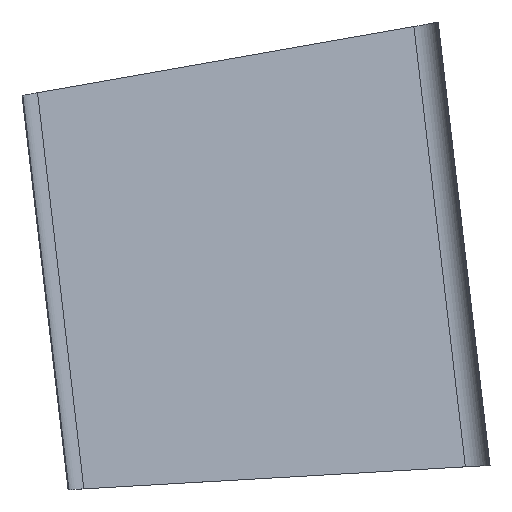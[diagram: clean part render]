
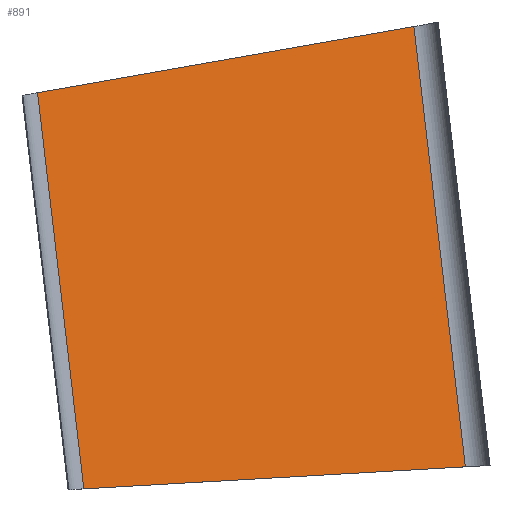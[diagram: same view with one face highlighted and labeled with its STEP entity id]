
A CAD part, top view. The second image highlights one B-rep face of the part: STEP entity #891.
In plain terms, the highlighted planar face has unit normal (0.229, 0.027, 0.973).
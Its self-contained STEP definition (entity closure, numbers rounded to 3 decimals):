
#44 = PLANE('',#45);
#45 = AXIS2_PLACEMENT_3D('',#46,#47,#48);
#46 = CARTESIAN_POINT('',(-0.069,1.191,0.));
#47 = DIRECTION('',(0.058,-0.998,0.));
#48 = DIRECTION('',(0.,0.,-1.));
#100 = PLANE('',#101);
#101 = AXIS2_PLACEMENT_3D('',#102,#103,#104);
#102 = CARTESIAN_POINT('',(1.736,-9.848,0.));
#103 = DIRECTION('',(0.174,-0.985,0.));
#104 = DIRECTION('',(0.,0.,-1.));
#341 = VERTEX_POINT('',#342);
#342 = CARTESIAN_POINT('',(9518.224,555.568,
    5038.096));
#357 = CYLINDRICAL_SURFACE('',#358,48.);
#358 = AXIS2_PLACEMENT_3D('',#359,#360,#361);
#359 = CARTESIAN_POINT('',(9401.533,1649.182,
    5084.805));
#360 = DIRECTION('',(0.116,-0.993,0.)
  );
#361 = DIRECTION('',(-0.229,-0.027,-0.973
    ));
#376 = EDGE_CURVE('',#377,#341,#379,.T.);
#377 = VERTEX_POINT('',#378);
#378 = CARTESIAN_POINT('',(8573.545,500.547,
    5261.759));
#379 = SURFACE_CURVE('',#380,(#384,#390),.PCURVE_S1.);
#380 = LINE('',#381,#382);
#381 = CARTESIAN_POINT('',(1629.44,96.099,
    6905.853));
#382 = VECTOR('',#383,1.);
#383 = DIRECTION('',(0.972,0.057,-0.23));
#384 = PCURVE('',#44,#385);
#385 = DEFINITIONAL_REPRESENTATION('',(#386),#389);
#386 = B_SPLINE_CURVE_WITH_KNOTS('',1,(#387,#388),.UNSPECIFIED.,.F.,.F.,
  (2,2),(-12019277.024,12019266.38),
  .PIECEWISE_BEZIER_KNOTS.);
#387 = CARTESIAN_POINT('',(-2771610.842,-11695351.379));
#388 = CARTESIAN_POINT('',(2757796.688,11698605.562));
#389 = ( GEOMETRIC_REPRESENTATION_CONTEXT(2) 
PARAMETRIC_REPRESENTATION_CONTEXT() REPRESENTATION_CONTEXT('2D SPACE',''
  ) );
#390 = PCURVE('',#391,#396);
#391 = PLANE('',#392);
#392 = AXIS2_PLACEMENT_3D('',#393,#394,#395);
#393 = CARTESIAN_POINT('',(1623.694,189.782,
    6904.629));
#394 = DIRECTION('',(0.229,0.027,0.973));
#395 = DIRECTION('',(0.973,0.,-0.229)
  );
#396 = DEFINITIONAL_REPRESENTATION('',(#397),#400);
#397 = B_SPLINE_CURVE_WITH_KNOTS('',1,(#398,#399),.UNSPECIFIED.,.F.,.F.,
  (2,2),(-12019277.024,12019266.38),
  .PIECEWISE_BEZIER_KNOTS.);
#398 = CARTESIAN_POINT('',(-12000000.,-680455.87));
#399 = CARTESIAN_POINT('',(12000000.,680267.835));
#400 = ( GEOMETRIC_REPRESENTATION_CONTEXT(2) 
PARAMETRIC_REPRESENTATION_CONTEXT() REPRESENTATION_CONTEXT('2D SPACE',''
  ) );
#419 = CYLINDRICAL_SURFACE('',#420,48.);
#420 = AXIS2_PLACEMENT_3D('',#421,#422,#423);
#421 = CARTESIAN_POINT('',(8584.266,504.084,
    5308.468));
#422 = DIRECTION('',(-0.116,0.993,0.));
#423 = DIRECTION('',(-0.229,-0.027,-0.973
    ));
#694 = VERTEX_POINT('',#695);
#695 = CARTESIAN_POINT('',(9390.806,1645.698,
    5038.096));
#724 = EDGE_CURVE('',#725,#694,#727,.T.);
#725 = VERTEX_POINT('',#726);
#726 = CARTESIAN_POINT('',(8458.903,1481.379,
    5261.759));
#727 = SURFACE_CURVE('',#728,(#732,#738),.PCURVE_S1.);
#728 = LINE('',#729,#730);
#729 = CARTESIAN_POINT('',(1609.183,273.588,
    6905.738));
#730 = VECTOR('',#731,1.);
#731 = DIRECTION('',(0.958,0.169,-0.23));
#732 = PCURVE('',#100,#733);
#733 = DEFINITIONAL_REPRESENTATION('',(#734),#737);
#734 = B_SPLINE_CURVE_WITH_KNOTS('',1,(#735,#736),.UNSPECIFIED.,.F.,.F.,
  (2,2),(-12175222.701,12175251.88),
  .PIECEWISE_BEZIER_KNOTS.);
#735 = CARTESIAN_POINT('',(-2807481.693,-11847115.46));
#736 = CARTESIAN_POINT('',(2793676.929,11850408.344));
#737 = ( GEOMETRIC_REPRESENTATION_CONTEXT(2) 
PARAMETRIC_REPRESENTATION_CONTEXT() REPRESENTATION_CONTEXT('2D SPACE',''
  ) );
#738 = PCURVE('',#391,#739);
#739 = DEFINITIONAL_REPRESENTATION('',(#740),#743);
#740 = B_SPLINE_CURVE_WITH_KNOTS('',1,(#741,#742),.UNSPECIFIED.,.F.,.F.,
  (2,2),(-12175222.701,12175251.88),
  .PIECEWISE_BEZIER_KNOTS.);
#741 = CARTESIAN_POINT('',(-12000000.,-2058166.131));
#742 = CARTESIAN_POINT('',(12000000.,2058338.735));
#743 = ( GEOMETRIC_REPRESENTATION_CONTEXT(2) 
PARAMETRIC_REPRESENTATION_CONTEXT() REPRESENTATION_CONTEXT('2D SPACE',''
  ) );
#871 = EDGE_CURVE('',#377,#725,#872,.T.);
#872 = SURFACE_CURVE('',#873,(#877,#884),.PCURVE_S1.);
#873 = LINE('',#874,#875);
#874 = CARTESIAN_POINT('',(8573.282,502.8,
    5261.759));
#875 = VECTOR('',#876,1.);
#876 = DIRECTION('',(-0.116,0.993,0.));
#877 = PCURVE('',#419,#878);
#878 = DEFINITIONAL_REPRESENTATION('',(#879),#883);
#879 = LINE('',#880,#881);
#880 = CARTESIAN_POINT('',(0.,0.));
#881 = VECTOR('',#882,1.);
#882 = DIRECTION('',(0.,1.));
#883 = ( GEOMETRIC_REPRESENTATION_CONTEXT(2) 
PARAMETRIC_REPRESENTATION_CONTEXT() REPRESENTATION_CONTEXT('2D SPACE',''
  ) );
#884 = PCURVE('',#391,#885);
#885 = DEFINITIONAL_REPRESENTATION('',(#886),#890);
#886 = LINE('',#887,#888);
#887 = CARTESIAN_POINT('',(7141.129,313.13));
#888 = VECTOR('',#889,1.);
#889 = DIRECTION('',(-0.113,0.994));
#890 = ( GEOMETRIC_REPRESENTATION_CONTEXT(2) 
PARAMETRIC_REPRESENTATION_CONTEXT() REPRESENTATION_CONTEXT('2D SPACE',''
  ) );
#891 = ADVANCED_FACE('',(#892),#391,.T.);
#892 = FACE_BOUND('',#893,.T.);
#893 = EDGE_LOOP('',(#894,#895,#916,#917));
#894 = ORIENTED_EDGE('',*,*,#376,.T.);
#895 = ORIENTED_EDGE('',*,*,#896,.F.);
#896 = EDGE_CURVE('',#694,#341,#897,.T.);
#897 = SURFACE_CURVE('',#898,(#902,#909),.PCURVE_S1.);
#898 = LINE('',#899,#900);
#899 = CARTESIAN_POINT('',(9390.549,1647.898,
    5038.096));
#900 = VECTOR('',#901,1.);
#901 = DIRECTION('',(0.116,-0.993,0.)
  );
#902 = PCURVE('',#391,#903);
#903 = DEFINITIONAL_REPRESENTATION('',(#904),#908);
#904 = LINE('',#905,#906);
#905 = CARTESIAN_POINT('',(7987.895,1458.637));
#906 = VECTOR('',#907,1.);
#907 = DIRECTION('',(0.113,-0.994));
#908 = ( GEOMETRIC_REPRESENTATION_CONTEXT(2) 
PARAMETRIC_REPRESENTATION_CONTEXT() REPRESENTATION_CONTEXT('2D SPACE',''
  ) );
#909 = PCURVE('',#357,#910);
#910 = DEFINITIONAL_REPRESENTATION('',(#911),#915);
#911 = LINE('',#912,#913);
#912 = CARTESIAN_POINT('',(0.,0.));
#913 = VECTOR('',#914,1.);
#914 = DIRECTION('',(0.,1.));
#915 = ( GEOMETRIC_REPRESENTATION_CONTEXT(2) 
PARAMETRIC_REPRESENTATION_CONTEXT() REPRESENTATION_CONTEXT('2D SPACE',''
  ) );
#916 = ORIENTED_EDGE('',*,*,#724,.F.);
#917 = ORIENTED_EDGE('',*,*,#871,.F.);
